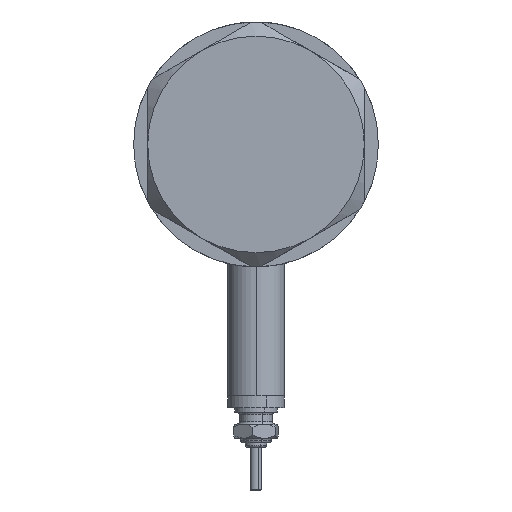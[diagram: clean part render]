
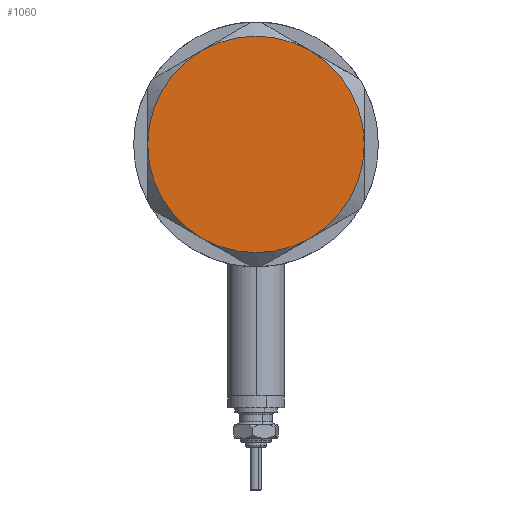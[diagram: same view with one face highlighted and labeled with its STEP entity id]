
A CAD part, left-side view. The second image highlights one B-rep face of the part: STEP entity #1060.
In plain terms, the highlighted face is planar.
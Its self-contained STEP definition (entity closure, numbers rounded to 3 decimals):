
#289 = CIRCLE ( 'NONE', #3871, 23. ) ;
#352 = CARTESIAN_POINT ( 'NONE',  ( 0., 0., 9. ) ) ;
#510 = DIRECTION ( 'NONE',  ( 1., 0., 0. ) ) ;
#693 = CARTESIAN_POINT ( 'NONE',  ( -11.5, 19.919, 9. ) ) ;
#746 = ORIENTED_EDGE ( 'NONE', *, *, #3974, .T. ) ;
#755 = DIRECTION ( 'NONE',  ( 0., 0., 1. ) ) ;
#770 = DIRECTION ( 'NONE',  ( 1., 0., 0. ) ) ;
#777 = EDGE_LOOP ( 'NONE', ( #2740, #3764, #3618, #2285, #746, #1551 ) ) ;
#953 = DIRECTION ( 'NONE',  ( 1., 0., 0. ) ) ;
#1060 = ADVANCED_FACE ( 'NONE', ( #4585 ), #2234, .T. ) ;
#1100 = AXIS2_PLACEMENT_3D ( 'NONE', #5770, #5359, #953 ) ;
#1210 = DIRECTION ( 'NONE',  ( 1., 0., 0. ) ) ;
#1226 = AXIS2_PLACEMENT_3D ( 'NONE', #1718, #1782, #1210 ) ;
#1227 = DIRECTION ( 'NONE',  ( 0., 0., 1. ) ) ;
#1247 = DIRECTION ( 'NONE',  ( 1., 0., 0. ) ) ;
#1551 = ORIENTED_EDGE ( 'NONE', *, *, #3029, .T. ) ;
#1718 = CARTESIAN_POINT ( 'NONE',  ( 0., 0., 9. ) ) ;
#1735 = CARTESIAN_POINT ( 'NONE',  ( 11.5, -19.919, 9. ) ) ;
#1782 = DIRECTION ( 'NONE',  ( 0., 0., 1. ) ) ;
#1934 = VERTEX_POINT ( 'NONE', #3996 ) ;
#2017 = CIRCLE ( 'NONE', #1100, 23. ) ;
#2083 = VERTEX_POINT ( 'NONE', #2581 ) ;
#2231 = AXIS2_PLACEMENT_3D ( 'NONE', #5671, #2648, #2232 ) ;
#2232 = DIRECTION ( 'NONE',  ( 1., 0., 0. ) ) ;
#2234 = PLANE ( 'NONE',  #3026 ) ;
#2285 = ORIENTED_EDGE ( 'NONE', *, *, #5667, .T. ) ;
#2368 = CARTESIAN_POINT ( 'NONE',  ( 0., 0., 9. ) ) ;
#2450 = CIRCLE ( 'NONE', #4928, 23. ) ;
#2530 = VERTEX_POINT ( 'NONE', #6251 ) ;
#2581 = CARTESIAN_POINT ( 'NONE',  ( -23., 0., 9. ) ) ;
#2648 = DIRECTION ( 'NONE',  ( 0., 0., 1. ) ) ;
#2740 = ORIENTED_EDGE ( 'NONE', *, *, #4595, .T. ) ;
#3026 = AXIS2_PLACEMENT_3D ( 'NONE', #4157, #755, #1247 ) ;
#3029 = EDGE_CURVE ( 'NONE', #2530, #3892, #2017, .T. ) ;
#3496 = DIRECTION ( 'NONE',  ( 1., 0., 0. ) ) ;
#3618 = ORIENTED_EDGE ( 'NONE', *, *, #5445, .T. ) ;
#3764 = ORIENTED_EDGE ( 'NONE', *, *, #4207, .T. ) ;
#3871 = AXIS2_PLACEMENT_3D ( 'NONE', #3976, #5942, #3496 ) ;
#3875 = DIRECTION ( 'NONE',  ( 0., 0., 1. ) ) ;
#3892 = VERTEX_POINT ( 'NONE', #1735 ) ;
#3974 = EDGE_CURVE ( 'NONE', #2083, #2530, #6010, .T. ) ;
#3976 = CARTESIAN_POINT ( 'NONE',  ( 0., 0., 9. ) ) ;
#3996 = CARTESIAN_POINT ( 'NONE',  ( 11.5, 19.919, 9. ) ) ;
#4157 = CARTESIAN_POINT ( 'NONE',  ( 0., 0., 9. ) ) ;
#4207 = EDGE_CURVE ( 'NONE', #6236, #1934, #289, .T. ) ;
#4585 = FACE_OUTER_BOUND ( 'NONE', #777, .T. ) ;
#4595 = EDGE_CURVE ( 'NONE', #3892, #6236, #4908, .T. ) ;
#4908 = CIRCLE ( 'NONE', #2231, 23. ) ;
#4928 = AXIS2_PLACEMENT_3D ( 'NONE', #2368, #3875, #510 ) ;
#5128 = CIRCLE ( 'NONE', #1226, 23. ) ;
#5359 = DIRECTION ( 'NONE',  ( 0., 0., 1. ) ) ;
#5413 = AXIS2_PLACEMENT_3D ( 'NONE', #352, #1227, #770 ) ;
#5445 = EDGE_CURVE ( 'NONE', #1934, #5771, #2450, .T. ) ;
#5667 = EDGE_CURVE ( 'NONE', #5771, #2083, #5128, .T. ) ;
#5671 = CARTESIAN_POINT ( 'NONE',  ( 0., 0., 9. ) ) ;
#5770 = CARTESIAN_POINT ( 'NONE',  ( 0., 0., 9. ) ) ;
#5771 = VERTEX_POINT ( 'NONE', #693 ) ;
#5942 = DIRECTION ( 'NONE',  ( 0., 0., 1. ) ) ;
#6010 = CIRCLE ( 'NONE', #5413, 23. ) ;
#6070 = CARTESIAN_POINT ( 'NONE',  ( 23., 0., 9. ) ) ;
#6236 = VERTEX_POINT ( 'NONE', #6070 ) ;
#6251 = CARTESIAN_POINT ( 'NONE',  ( -11.5, -19.919, 9. ) ) ;
